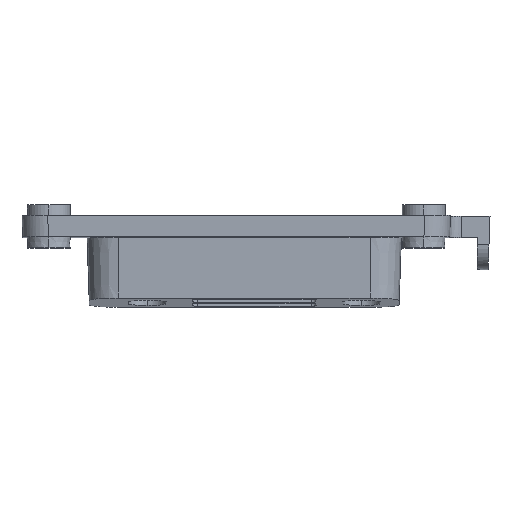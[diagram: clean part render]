
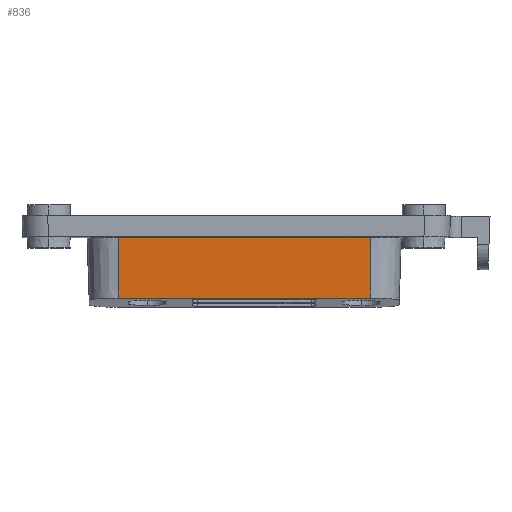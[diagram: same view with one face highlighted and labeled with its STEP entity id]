
A CAD part, top view. The second image highlights one B-rep face of the part: STEP entity #836.
In plain terms, the highlighted planar face has unit normal (0, -0.035, 0.999).
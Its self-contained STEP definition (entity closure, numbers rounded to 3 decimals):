
#437 = DIRECTION ( 'NONE',  ( 1., 0., 0. ) ) ;
#459 = DIRECTION ( 'NONE',  ( 0., 0.999, 0.035 ) ) ;
#500 = ORIENTED_EDGE ( 'NONE', *, *, #911, .T. ) ;
#634 = VECTOR ( 'NONE', #459, 1000. ) ;
#685 = DIRECTION ( 'NONE',  ( 0., -0.035, 0.999 ) ) ;
#739 = CARTESIAN_POINT ( 'NONE',  ( 20., -2., 10.13 ) ) ;
#836 = ADVANCED_FACE ( 'NONE', ( #2592 ), #2345, .T. ) ;
#851 = VECTOR ( 'NONE', #3557, 1000. ) ;
#911 = EDGE_CURVE ( 'NONE', #3260, #3252, #3849, .T. ) ;
#1022 = EDGE_CURVE ( 'NONE', #2845, #3260, #1161, .T. ) ;
#1041 = CARTESIAN_POINT ( 'NONE',  ( -35.5, -7.657, 9.933 ) ) ;
#1120 = EDGE_LOOP ( 'NONE', ( #500, #1898, #2532, #2401 ) ) ;
#1143 = CARTESIAN_POINT ( 'NONE',  ( 12.5, 0., 10.2 ) ) ;
#1161 = LINE ( 'NONE', #2706, #3499 ) ;
#1424 = DIRECTION ( 'NONE',  ( 0., -0.999, -0.035 ) ) ;
#1519 = EDGE_CURVE ( 'NONE', #2845, #3965, #2001, .T. ) ;
#1521 = CARTESIAN_POINT ( 'NONE',  ( -11., -2., 10.13 ) ) ;
#1700 = EDGE_CURVE ( 'NONE', #3252, #3965, #3948, .T. ) ;
#1898 = ORIENTED_EDGE ( 'NONE', *, *, #1700, .T. ) ;
#2001 = LINE ( 'NONE', #739, #2359 ) ;
#2080 = CARTESIAN_POINT ( 'NONE',  ( 12.5, -2., 10.13 ) ) ;
#2231 = CARTESIAN_POINT ( 'NONE',  ( 12.5, -7.657, 9.933 ) ) ;
#2345 = PLANE ( 'NONE',  #2853 ) ;
#2359 = VECTOR ( 'NONE', #437, 1000. ) ;
#2401 = ORIENTED_EDGE ( 'NONE', *, *, #1022, .T. ) ;
#2532 = ORIENTED_EDGE ( 'NONE', *, *, #1519, .F. ) ;
#2572 = CARTESIAN_POINT ( 'NONE',  ( 20., 0., 10.2 ) ) ;
#2592 = FACE_OUTER_BOUND ( 'NONE', #1120, .T. ) ;
#2627 = DIRECTION ( 'NONE',  ( 0., -0.999, -0.035 ) ) ;
#2706 = CARTESIAN_POINT ( 'NONE',  ( -11., 0., 10.2 ) ) ;
#2845 = VERTEX_POINT ( 'NONE', #1521 ) ;
#2853 = AXIS2_PLACEMENT_3D ( 'NONE', #2572, #685, #2627 ) ;
#3156 = CARTESIAN_POINT ( 'NONE',  ( -11., -7.657, 9.933 ) ) ;
#3252 = VERTEX_POINT ( 'NONE', #2231 ) ;
#3260 = VERTEX_POINT ( 'NONE', #3156 ) ;
#3499 = VECTOR ( 'NONE', #1424, 1000. ) ;
#3557 = DIRECTION ( 'NONE',  ( 1., 0., 0. ) ) ;
#3849 = LINE ( 'NONE', #1041, #851 ) ;
#3948 = LINE ( 'NONE', #1143, #634 ) ;
#3965 = VERTEX_POINT ( 'NONE', #2080 ) ;
